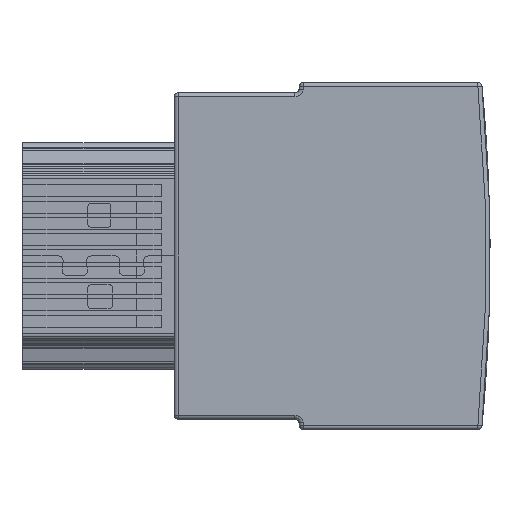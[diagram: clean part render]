
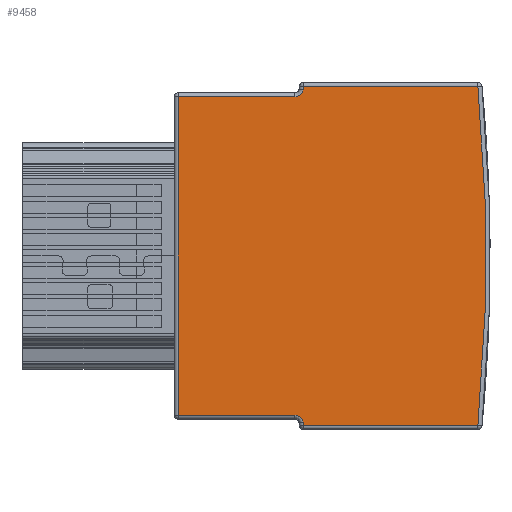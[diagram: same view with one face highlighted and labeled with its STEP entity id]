
A CAD part, left-side view. The second image highlights one B-rep face of the part: STEP entity #9458.
In plain terms, the highlighted face is planar.
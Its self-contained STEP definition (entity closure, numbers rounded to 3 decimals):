
#546 = AXIS2_PLACEMENT_3D ( 'NONE', #111250, #69971, #94780 ) ;
#749 = AXIS2_PLACEMENT_3D ( 'NONE', #58613, #21121, #114073 ) ;
#1563 = ORIENTED_EDGE ( 'NONE', *, *, #60031, .T. ) ;
#2195 = ORIENTED_EDGE ( 'NONE', *, *, #11979, .F. ) ;
#5035 = VECTOR ( 'NONE', #87321, 1000. ) ;
#8394 = ORIENTED_EDGE ( 'NONE', *, *, #110118, .T. ) ;
#9458 = ADVANCED_FACE ( 'NONE', ( #71404 ), #52955, .F. ) ;
#11731 = CARTESIAN_POINT ( 'NONE',  ( -9.779, 2.027, 5.25 ) ) ;
#11979 = EDGE_CURVE ( 'NONE', #69894, #39553, #30680, .T. ) ;
#15108 = EDGE_CURVE ( 'NONE', #64279, #81565, #83861, .T. ) ;
#15562 = EDGE_CURVE ( 'NONE', #51080, #50839, #24248, .T. ) ;
#19031 = CARTESIAN_POINT ( 'NONE',  ( 10.414, 9.449, 5.25 ) ) ;
#20400 = EDGE_CURVE ( 'NONE', #27055, #61123, #98279, .T. ) ;
#21121 = DIRECTION ( 'NONE',  ( 0., 0., 1. ) ) ;
#23821 = DIRECTION ( 'NONE',  ( 0., 1., 0. ) ) ;
#24060 = DIRECTION ( 'NONE',  ( 0., 0., 1. ) ) ;
#24248 = LINE ( 'NONE', #19031, #106739 ) ;
#24820 = CARTESIAN_POINT ( 'NONE',  ( 10.414, -9.218, 5.25 ) ) ;
#27055 = VERTEX_POINT ( 'NONE', #97665 ) ;
#29742 = CARTESIAN_POINT ( 'NONE',  ( -10.213, 1.524, 5.25 ) ) ;
#30680 = CIRCLE ( 'NONE', #80603, 0.508 ) ;
#32336 = VERTEX_POINT ( 'NONE', #80171 ) ;
#34347 = VERTEX_POINT ( 'NONE', #86054 ) ;
#38099 = AXIS2_PLACEMENT_3D ( 'NONE', #80454, #24060, #117030 ) ;
#39234 = DIRECTION ( 'NONE',  ( -1., 0., 0. ) ) ;
#39553 = VERTEX_POINT ( 'NONE', #11731 ) ;
#40616 = VECTOR ( 'NONE', #23821, 1000. ) ;
#43051 = DIRECTION ( 'NONE',  ( 0., 0., 1. ) ) ;
#43893 = VECTOR ( 'NONE', #39234, 1000. ) ;
#49097 = CARTESIAN_POINT ( 'NONE',  ( -10.033, 9.195, 5.25 ) ) ;
#49187 = CARTESIAN_POINT ( 'NONE',  ( 10.414, 1.494, 5.25 ) ) ;
#49348 = CARTESIAN_POINT ( 'NONE',  ( -10.287, 2.027, 5.25 ) ) ;
#50839 = VERTEX_POINT ( 'NONE', #49187 ) ;
#51080 = VERTEX_POINT ( 'NONE', #24820 ) ;
#51343 = DIRECTION ( 'NONE',  ( 0., 0., -1. ) ) ;
#52955 = PLANE ( 'NONE',  #66053 ) ;
#53326 = DIRECTION ( 'NONE',  ( -1., 0., 0. ) ) ;
#53849 = LINE ( 'NONE', #60530, #40616 ) ;
#55558 = ORIENTED_EDGE ( 'NONE', *, *, #15108, .F. ) ;
#55593 = EDGE_LOOP ( 'NONE', ( #55558, #82093, #114294, #1563, #2195, #66032, #87327, #77741, #91472, #8394 ) ) ;
#57182 = CARTESIAN_POINT ( 'NONE',  ( -9.779, 9.195, 5.25 ) ) ;
#57652 = VECTOR ( 'NONE', #111349, 1000. ) ;
#58613 = CARTESIAN_POINT ( 'NONE',  ( 0., -67.517, 5.25 ) ) ;
#60031 = EDGE_CURVE ( 'NONE', #61123, #39553, #95835, .T. ) ;
#60530 = CARTESIAN_POINT ( 'NONE',  ( 9.779, 9.449, 5.25 ) ) ;
#61123 = VERTEX_POINT ( 'NONE', #57182 ) ;
#61389 = CIRCLE ( 'NONE', #38099, 109.761 ) ;
#63078 = EDGE_CURVE ( 'NONE', #69894, #34347, #63997, .T. ) ;
#63281 = CIRCLE ( 'NONE', #546, 69.793 ) ;
#63997 = CIRCLE ( 'NONE', #749, 69.793 ) ;
#64279 = VERTEX_POINT ( 'NONE', #66990 ) ;
#66032 = ORIENTED_EDGE ( 'NONE', *, *, #63078, .T. ) ;
#66053 = AXIS2_PLACEMENT_3D ( 'NONE', #118269, #51343, #117481 ) ;
#66990 = CARTESIAN_POINT ( 'NONE',  ( 9.779, 2.027, 5.25 ) ) ;
#69085 = CARTESIAN_POINT ( 'NONE',  ( 10.213, 1.524, 5.25 ) ) ;
#69894 = VERTEX_POINT ( 'NONE', #29742 ) ;
#69971 = DIRECTION ( 'NONE',  ( 0., 0., 1. ) ) ;
#69996 = EDGE_CURVE ( 'NONE', #34347, #32336, #81630, .T. ) ;
#71404 = FACE_OUTER_BOUND ( 'NONE', #55593, .T. ) ;
#72233 = CARTESIAN_POINT ( 'NONE',  ( 10.287, 2.027, 5.25 ) ) ;
#74935 = AXIS2_PLACEMENT_3D ( 'NONE', #72233, #43051, #53326 ) ;
#76921 = DIRECTION ( 'NONE',  ( -1., 0., 0. ) ) ;
#77741 = ORIENTED_EDGE ( 'NONE', *, *, #80248, .T. ) ;
#80171 = CARTESIAN_POINT ( 'NONE',  ( -10.414, -9.218, 5.25 ) ) ;
#80248 = EDGE_CURVE ( 'NONE', #32336, #51080, #61389, .T. ) ;
#80454 = CARTESIAN_POINT ( 'NONE',  ( 0., 100.047, 5.25 ) ) ;
#80603 = AXIS2_PLACEMENT_3D ( 'NONE', #49348, #94971, #76921 ) ;
#81565 = VERTEX_POINT ( 'NONE', #69085 ) ;
#81630 = LINE ( 'NONE', #115289, #5035 ) ;
#82093 = ORIENTED_EDGE ( 'NONE', *, *, #108012, .T. ) ;
#83861 = CIRCLE ( 'NONE', #74935, 0.508 ) ;
#86054 = CARTESIAN_POINT ( 'NONE',  ( -10.414, 1.494, 5.25 ) ) ;
#87321 = DIRECTION ( 'NONE',  ( 0., -1., 0. ) ) ;
#87327 = ORIENTED_EDGE ( 'NONE', *, *, #69996, .T. ) ;
#91472 = ORIENTED_EDGE ( 'NONE', *, *, #15562, .T. ) ;
#94780 = DIRECTION ( 'NONE',  ( -1., 0., 0. ) ) ;
#94971 = DIRECTION ( 'NONE',  ( 0., 0., 1. ) ) ;
#95835 = LINE ( 'NONE', #110517, #57652 ) ;
#97665 = CARTESIAN_POINT ( 'NONE',  ( 9.779, 9.195, 5.25 ) ) ;
#98279 = LINE ( 'NONE', #49097, #43893 ) ;
#106739 = VECTOR ( 'NONE', #112048, 1000. ) ;
#108012 = EDGE_CURVE ( 'NONE', #64279, #27055, #53849, .T. ) ;
#110118 = EDGE_CURVE ( 'NONE', #50839, #81565, #63281, .T. ) ;
#110517 = CARTESIAN_POINT ( 'NONE',  ( -9.779, 9.449, 5.25 ) ) ;
#111250 = CARTESIAN_POINT ( 'NONE',  ( 0., -67.517, 5.25 ) ) ;
#111349 = DIRECTION ( 'NONE',  ( 0., -1., 0. ) ) ;
#112048 = DIRECTION ( 'NONE',  ( 0., 1., 0. ) ) ;
#114073 = DIRECTION ( 'NONE',  ( -1., 0., 0. ) ) ;
#114294 = ORIENTED_EDGE ( 'NONE', *, *, #20400, .T. ) ;
#115289 = CARTESIAN_POINT ( 'NONE',  ( -10.414, 9.449, 5.25 ) ) ;
#117030 = DIRECTION ( 'NONE',  ( -1., 0., 0. ) ) ;
#117481 = DIRECTION ( 'NONE',  ( -1., 0., 0. ) ) ;
#118269 = CARTESIAN_POINT ( 'NONE',  ( -10.668, 9.449, 5.25 ) ) ;
